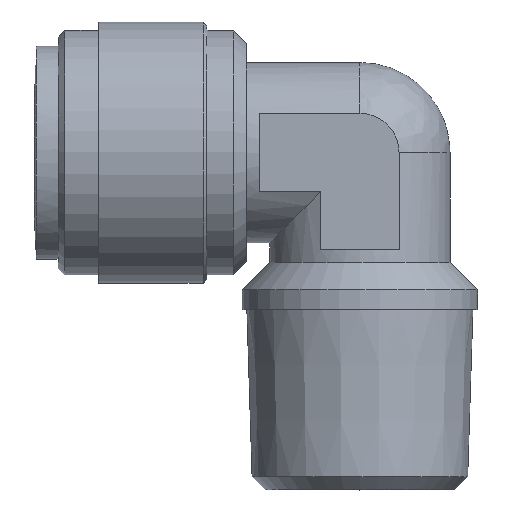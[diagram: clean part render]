
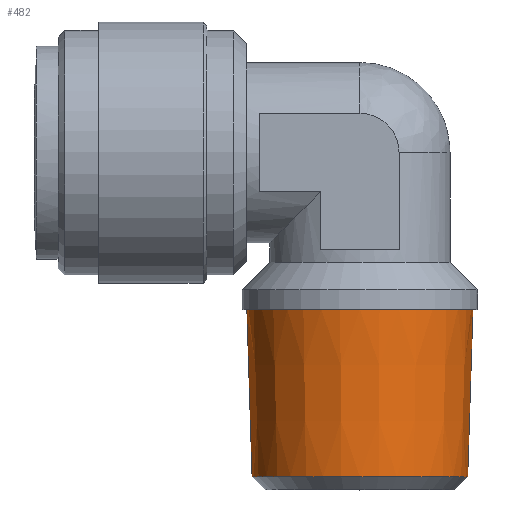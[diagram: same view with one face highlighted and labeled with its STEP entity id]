
A CAD part, top view. The second image highlights one B-rep face of the part: STEP entity #482.
In plain terms, the highlighted conical face has half-angle 1.79 degrees and reference radius 8.65 mm.
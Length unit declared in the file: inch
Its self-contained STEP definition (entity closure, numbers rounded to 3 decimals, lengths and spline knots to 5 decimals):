
#5 = AXIS2_PLACEMENT_3D ( 'NONE', #909, #2341, #2141 ) ;
#148 = VECTOR ( 'NONE', #1677, 39.37008 ) ;
#164 = DIRECTION ( 'NONE',  ( -1., 0., 0. ) ) ;
#192 = EDGE_CURVE ( 'NONE', #1163, #2053, #1114, .T. ) ;
#245 = CARTESIAN_POINT ( 'NONE',  ( -0.34055, 0.54331, 0. ) ) ;
#482 = ADVANCED_FACE ( 'NONE', ( #1136 ), #2651, .T. ) ;
#684 = LINE ( 'NONE', #245, #148 ) ;
#771 = CARTESIAN_POINT ( 'NONE',  ( 0.34055, 0.54331, 0. ) ) ;
#786 = CARTESIAN_POINT ( 'NONE',  ( 0.3248, 0.03935, 0. ) ) ;
#845 = ORIENTED_EDGE ( 'NONE', *, *, #192, .T. ) ;
#909 = CARTESIAN_POINT ( 'NONE',  ( 0., 0.54331, 0. ) ) ;
#944 = DIRECTION ( 'NONE',  ( 0.031, 1., 0. ) ) ;
#994 = CARTESIAN_POINT ( 'NONE',  ( 0., 0.03935, 0. ) ) ;
#997 = ORIENTED_EDGE ( 'NONE', *, *, #2390, .T. ) ;
#1005 = LINE ( 'NONE', #2173, #1685 ) ;
#1114 = CIRCLE ( 'NONE', #1768, 0.34055 ) ;
#1136 = FACE_OUTER_BOUND ( 'NONE', #1360, .T. ) ;
#1163 = VERTEX_POINT ( 'NONE', #771 ) ;
#1170 = AXIS2_PLACEMENT_3D ( 'NONE', #994, #2427, #1194 ) ;
#1194 = DIRECTION ( 'NONE',  ( 1., 0., 0. ) ) ;
#1281 = EDGE_CURVE ( 'NONE', #2402, #1163, #1005, .T. ) ;
#1360 = EDGE_LOOP ( 'NONE', ( #997, #2470, #845, #1460 ) ) ;
#1384 = CIRCLE ( 'NONE', #1170, 0.3248 ) ;
#1385 = DIRECTION ( 'NONE',  ( 0., -1., 0. ) ) ;
#1460 = ORIENTED_EDGE ( 'NONE', *, *, #1481, .F. ) ;
#1481 = EDGE_CURVE ( 'NONE', #1618, #2053, #684, .T. ) ;
#1618 = VERTEX_POINT ( 'NONE', #2315 ) ;
#1677 = DIRECTION ( 'NONE',  ( -0.031, 1., 0. ) ) ;
#1685 = VECTOR ( 'NONE', #944, 39.37008 ) ;
#1768 = AXIS2_PLACEMENT_3D ( 'NONE', #2625, #1385, #164 ) ;
#2053 = VERTEX_POINT ( 'NONE', #2477 ) ;
#2141 = DIRECTION ( 'NONE',  ( -1., 0., 0. ) ) ;
#2173 = CARTESIAN_POINT ( 'NONE',  ( 0.34055, 0.54331, 0. ) ) ;
#2315 = CARTESIAN_POINT ( 'NONE',  ( -0.3248, 0.03935, 0. ) ) ;
#2341 = DIRECTION ( 'NONE',  ( 0., 1., 0. ) ) ;
#2390 = EDGE_CURVE ( 'NONE', #1618, #2402, #1384, .T. ) ;
#2402 = VERTEX_POINT ( 'NONE', #786 ) ;
#2427 = DIRECTION ( 'NONE',  ( 0., 1., 0. ) ) ;
#2470 = ORIENTED_EDGE ( 'NONE', *, *, #1281, .T. ) ;
#2477 = CARTESIAN_POINT ( 'NONE',  ( -0.34055, 0.54331, 0. ) ) ;
#2625 = CARTESIAN_POINT ( 'NONE',  ( 0., 0.54331, 0. ) ) ;
#2651 = CONICAL_SURFACE ( 'NONE', #5, 0.34055, 0.031 ) ;
